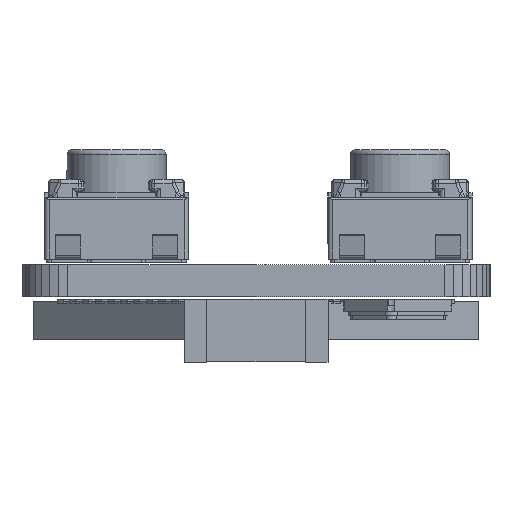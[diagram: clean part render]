
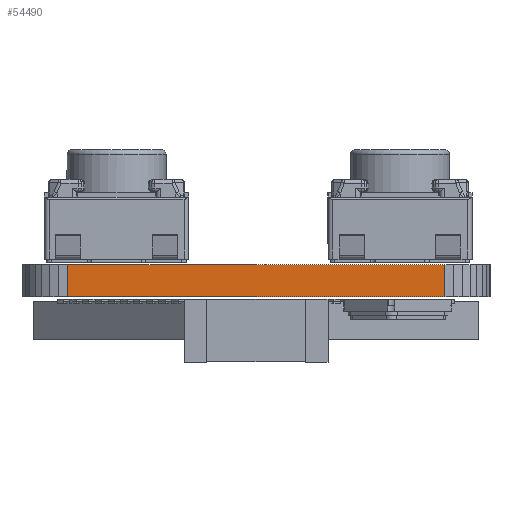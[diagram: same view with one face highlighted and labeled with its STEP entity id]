
A CAD part, front view. The second image highlights one B-rep face of the part: STEP entity #54490.
In plain terms, the highlighted planar face has unit normal (0, -1, 0).
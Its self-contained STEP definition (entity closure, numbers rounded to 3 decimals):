
#53893 = PLANE('',#53894);
#53894 = AXIS2_PLACEMENT_3D('',#53895,#53896,#53897);
#53895 = CARTESIAN_POINT('',(5.205,-9.033,0.721));
#53896 = DIRECTION('',(-0.,-0.,-1.));
#53897 = DIRECTION('',(-1.,0.,0.));
#53947 = PLANE('',#53948);
#53948 = AXIS2_PLACEMENT_3D('',#53949,#53950,#53951);
#53949 = CARTESIAN_POINT('',(5.205,-9.033,0.));
#53950 = DIRECTION('',(-0.,-0.,-1.));
#53951 = DIRECTION('',(-1.,0.,0.));
#54382 = PLANE('',#54383);
#54383 = AXIS2_PLACEMENT_3D('',#54384,#54385,#54386);
#54384 = CARTESIAN_POINT('',(9.6,-18.306,0.));
#54385 = DIRECTION('',(0.098,-0.995,0.));
#54386 = DIRECTION('',(-0.995,-0.098,0.));
#54420 = VERTEX_POINT('',#54421);
#54421 = CARTESIAN_POINT('',(9.405,-18.325,0.721));
#54442 = EDGE_CURVE('',#54443,#54420,#54445,.T.);
#54443 = VERTEX_POINT('',#54444);
#54444 = CARTESIAN_POINT('',(9.405,-18.325,0.));
#54445 = SURFACE_CURVE('',#54446,(#54450,#54457),.PCURVE_S1.);
#54446 = LINE('',#54447,#54448);
#54447 = CARTESIAN_POINT('',(9.405,-18.325,0.));
#54448 = VECTOR('',#54449,1.);
#54449 = DIRECTION('',(0.,0.,1.));
#54450 = PCURVE('',#54382,#54451);
#54451 = DEFINITIONAL_REPRESENTATION('',(#54452),#54456);
#54452 = LINE('',#54453,#54454);
#54453 = CARTESIAN_POINT('',(0.196,0.));
#54454 = VECTOR('',#54455,1.);
#54455 = DIRECTION('',(0.,-1.));
#54456 = ( GEOMETRIC_REPRESENTATION_CONTEXT(2) 
PARAMETRIC_REPRESENTATION_CONTEXT() REPRESENTATION_CONTEXT('2D SPACE',''
  ) );
#54457 = PCURVE('',#54458,#54463);
#54458 = PLANE('',#54459);
#54459 = AXIS2_PLACEMENT_3D('',#54460,#54461,#54462);
#54460 = CARTESIAN_POINT('',(9.405,-18.325,0.));
#54461 = DIRECTION('',(0.,-1.,0.));
#54462 = DIRECTION('',(-1.,0.,0.));
#54463 = DEFINITIONAL_REPRESENTATION('',(#54464),#54468);
#54464 = LINE('',#54465,#54466);
#54465 = CARTESIAN_POINT('',(0.,-0.));
#54466 = VECTOR('',#54467,1.);
#54467 = DIRECTION('',(0.,-1.));
#54468 = ( GEOMETRIC_REPRESENTATION_CONTEXT(2) 
PARAMETRIC_REPRESENTATION_CONTEXT() REPRESENTATION_CONTEXT('2D SPACE',''
  ) );
#54490 = ADVANCED_FACE('',(#54491),#54458,.T.);
#54491 = FACE_BOUND('',#54492,.T.);
#54492 = EDGE_LOOP('',(#54493,#54494,#54517,#54545));
#54493 = ORIENTED_EDGE('',*,*,#54442,.T.);
#54494 = ORIENTED_EDGE('',*,*,#54495,.T.);
#54495 = EDGE_CURVE('',#54420,#54496,#54498,.T.);
#54496 = VERTEX_POINT('',#54497);
#54497 = CARTESIAN_POINT('',(1.005,-18.325,0.721));
#54498 = SURFACE_CURVE('',#54499,(#54503,#54510),.PCURVE_S1.);
#54499 = LINE('',#54500,#54501);
#54500 = CARTESIAN_POINT('',(9.405,-18.325,0.721));
#54501 = VECTOR('',#54502,1.);
#54502 = DIRECTION('',(-1.,0.,0.));
#54503 = PCURVE('',#54458,#54504);
#54504 = DEFINITIONAL_REPRESENTATION('',(#54505),#54509);
#54505 = LINE('',#54506,#54507);
#54506 = CARTESIAN_POINT('',(0.,-0.721));
#54507 = VECTOR('',#54508,1.);
#54508 = DIRECTION('',(1.,0.));
#54509 = ( GEOMETRIC_REPRESENTATION_CONTEXT(2) 
PARAMETRIC_REPRESENTATION_CONTEXT() REPRESENTATION_CONTEXT('2D SPACE',''
  ) );
#54510 = PCURVE('',#53893,#54511);
#54511 = DEFINITIONAL_REPRESENTATION('',(#54512),#54516);
#54512 = LINE('',#54513,#54514);
#54513 = CARTESIAN_POINT('',(-4.2,-9.292));
#54514 = VECTOR('',#54515,1.);
#54515 = DIRECTION('',(1.,0.));
#54516 = ( GEOMETRIC_REPRESENTATION_CONTEXT(2) 
PARAMETRIC_REPRESENTATION_CONTEXT() REPRESENTATION_CONTEXT('2D SPACE',''
  ) );
#54517 = ORIENTED_EDGE('',*,*,#54518,.F.);
#54518 = EDGE_CURVE('',#54519,#54496,#54521,.T.);
#54519 = VERTEX_POINT('',#54520);
#54520 = CARTESIAN_POINT('',(1.005,-18.325,0.));
#54521 = SURFACE_CURVE('',#54522,(#54526,#54533),.PCURVE_S1.);
#54522 = LINE('',#54523,#54524);
#54523 = CARTESIAN_POINT('',(1.005,-18.325,0.));
#54524 = VECTOR('',#54525,1.);
#54525 = DIRECTION('',(0.,0.,1.));
#54526 = PCURVE('',#54458,#54527);
#54527 = DEFINITIONAL_REPRESENTATION('',(#54528),#54532);
#54528 = LINE('',#54529,#54530);
#54529 = CARTESIAN_POINT('',(8.4,0.));
#54530 = VECTOR('',#54531,1.);
#54531 = DIRECTION('',(0.,-1.));
#54532 = ( GEOMETRIC_REPRESENTATION_CONTEXT(2) 
PARAMETRIC_REPRESENTATION_CONTEXT() REPRESENTATION_CONTEXT('2D SPACE',''
  ) );
#54533 = PCURVE('',#54534,#54539);
#54534 = PLANE('',#54535);
#54535 = AXIS2_PLACEMENT_3D('',#54536,#54537,#54538);
#54536 = CARTESIAN_POINT('',(1.005,-18.325,0.));
#54537 = DIRECTION('',(-0.098,-0.995,0.));
#54538 = DIRECTION('',(-0.995,0.098,0.));
#54539 = DEFINITIONAL_REPRESENTATION('',(#54540),#54544);
#54540 = LINE('',#54541,#54542);
#54541 = CARTESIAN_POINT('',(0.,0.));
#54542 = VECTOR('',#54543,1.);
#54543 = DIRECTION('',(0.,-1.));
#54544 = ( GEOMETRIC_REPRESENTATION_CONTEXT(2) 
PARAMETRIC_REPRESENTATION_CONTEXT() REPRESENTATION_CONTEXT('2D SPACE',''
  ) );
#54545 = ORIENTED_EDGE('',*,*,#54546,.F.);
#54546 = EDGE_CURVE('',#54443,#54519,#54547,.T.);
#54547 = SURFACE_CURVE('',#54548,(#54552,#54559),.PCURVE_S1.);
#54548 = LINE('',#54549,#54550);
#54549 = CARTESIAN_POINT('',(9.405,-18.325,0.));
#54550 = VECTOR('',#54551,1.);
#54551 = DIRECTION('',(-1.,0.,0.));
#54552 = PCURVE('',#54458,#54553);
#54553 = DEFINITIONAL_REPRESENTATION('',(#54554),#54558);
#54554 = LINE('',#54555,#54556);
#54555 = CARTESIAN_POINT('',(0.,-0.));
#54556 = VECTOR('',#54557,1.);
#54557 = DIRECTION('',(1.,0.));
#54558 = ( GEOMETRIC_REPRESENTATION_CONTEXT(2) 
PARAMETRIC_REPRESENTATION_CONTEXT() REPRESENTATION_CONTEXT('2D SPACE',''
  ) );
#54559 = PCURVE('',#53947,#54560);
#54560 = DEFINITIONAL_REPRESENTATION('',(#54561),#54565);
#54561 = LINE('',#54562,#54563);
#54562 = CARTESIAN_POINT('',(-4.2,-9.292));
#54563 = VECTOR('',#54564,1.);
#54564 = DIRECTION('',(1.,0.));
#54565 = ( GEOMETRIC_REPRESENTATION_CONTEXT(2) 
PARAMETRIC_REPRESENTATION_CONTEXT() REPRESENTATION_CONTEXT('2D SPACE',''
  ) );
